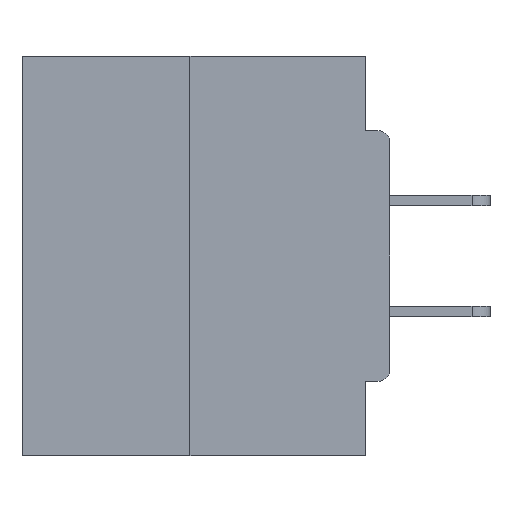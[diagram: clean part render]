
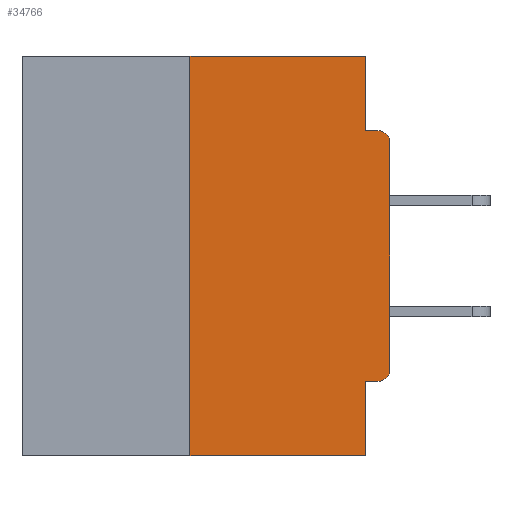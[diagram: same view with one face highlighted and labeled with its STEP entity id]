
A CAD part, left-side view. The second image highlights one B-rep face of the part: STEP entity #34766.
In plain terms, the highlighted planar face has unit normal (-1, 0, 0).
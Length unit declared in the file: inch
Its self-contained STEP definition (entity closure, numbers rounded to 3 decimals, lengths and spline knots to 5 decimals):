
#56 = VECTOR ( 'NONE', #452, 39.37008 ) ;
#452 = DIRECTION ( 'NONE',  ( 0., 0., 1. ) ) ;
#981 = VERTEX_POINT ( 'NONE', #40114 ) ;
#1105 = DIRECTION ( 'NONE',  ( 0., 0., -1. ) ) ;
#1763 = LINE ( 'NONE', #37929, #30539 ) ;
#2779 = AXIS2_PLACEMENT_3D ( 'NONE', #18829, #15679, #5608 ) ;
#2974 = LINE ( 'NONE', #21484, #31820 ) ;
#3662 = PLANE ( 'NONE',  #18696 ) ;
#3705 = CARTESIAN_POINT ( 'NONE',  ( 0., 0.031, -0.4065 ) ) ;
#3943 = DIRECTION ( 'NONE',  ( 1., 0., 0. ) ) ;
#5093 = CARTESIAN_POINT ( 'NONE',  ( 0., 0.46, 0. ) ) ;
#5608 = DIRECTION ( 'NONE',  ( 0., 0., -1. ) ) ;
#5715 = EDGE_CURVE ( 'NONE', #25633, #27335, #27379, .T. ) ;
#6263 = ORIENTED_EDGE ( 'NONE', *, *, #18622, .F. ) ;
#8098 = VERTEX_POINT ( 'NONE', #35558 ) ;
#8342 = DIRECTION ( 'NONE',  ( 0., -1., 0. ) ) ;
#8519 = CARTESIAN_POINT ( 'NONE',  ( 0., 0.031, 0. ) ) ;
#8633 = DIRECTION ( 'NONE',  ( 0., 0., -1. ) ) ;
#9500 = VERTEX_POINT ( 'NONE', #8519 ) ;
#10490 = ORIENTED_EDGE ( 'NONE', *, *, #40932, .T. ) ;
#11070 = VERTEX_POINT ( 'NONE', #23293 ) ;
#12712 = CARTESIAN_POINT ( 'NONE',  ( 0., 0.25, -0.5 ) ) ;
#12814 = CARTESIAN_POINT ( 'NONE',  ( 0., 0., -0.4065 ) ) ;
#13422 = FACE_OUTER_BOUND ( 'NONE', #29431, .T. ) ;
#14239 = DIRECTION ( 'NONE',  ( 0., 0., -1. ) ) ;
#15314 = DIRECTION ( 'NONE',  ( 0., -1., 0. ) ) ;
#15679 = DIRECTION ( 'NONE',  ( -1., 0., 0. ) ) ;
#16940 = VECTOR ( 'NONE', #41478, 39.37008 ) ;
#18538 = CIRCLE ( 'NONE', #2779, 0.015 ) ;
#18622 = EDGE_CURVE ( 'NONE', #9500, #24889, #21832, .T. ) ;
#18627 = VECTOR ( 'NONE', #20897, 39.37008 ) ;
#18696 = AXIS2_PLACEMENT_3D ( 'NONE', #39197, #3943, #26962 ) ;
#18829 = CARTESIAN_POINT ( 'NONE',  ( 0., 0.015, -0.1085 ) ) ;
#18909 = AXIS2_PLACEMENT_3D ( 'NONE', #24143, #27441, #1105 ) ;
#19871 = ORIENTED_EDGE ( 'NONE', *, *, #31561, .T. ) ;
#20173 = CARTESIAN_POINT ( 'NONE',  ( 0., 0., 0. ) ) ;
#20613 = EDGE_CURVE ( 'NONE', #981, #8098, #18538, .T. ) ;
#20779 = CARTESIAN_POINT ( 'NONE',  ( 0., 0.25, 0. ) ) ;
#20803 = VECTOR ( 'NONE', #8633, 39.37008 ) ;
#20897 = DIRECTION ( 'NONE',  ( 0., 0., 1. ) ) ;
#21040 = ORIENTED_EDGE ( 'NONE', *, *, #35746, .F. ) ;
#21484 = CARTESIAN_POINT ( 'NONE',  ( 0., 0.46, -0.5 ) ) ;
#21695 = CARTESIAN_POINT ( 'NONE',  ( 0., 0.031, 0. ) ) ;
#21832 = LINE ( 'NONE', #21695, #20803 ) ;
#22442 = DIRECTION ( 'NONE',  ( 0., 1., 0. ) ) ;
#22447 = VECTOR ( 'NONE', #14239, 39.37008 ) ;
#23293 = CARTESIAN_POINT ( 'NONE',  ( 0., 0., -0.3915 ) ) ;
#23603 = VERTEX_POINT ( 'NONE', #38681 ) ;
#24074 = CARTESIAN_POINT ( 'NONE',  ( 0., 0.25, 0. ) ) ;
#24143 = CARTESIAN_POINT ( 'NONE',  ( 0., 0.015, -0.3915 ) ) ;
#24464 = EDGE_CURVE ( 'NONE', #11070, #981, #28978, .T. ) ;
#24889 = VERTEX_POINT ( 'NONE', #30644 ) ;
#25403 = ORIENTED_EDGE ( 'NONE', *, *, #5715, .F. ) ;
#25633 = VERTEX_POINT ( 'NONE', #12712 ) ;
#26165 = ORIENTED_EDGE ( 'NONE', *, *, #33715, .F. ) ;
#26962 = DIRECTION ( 'NONE',  ( 0., 0., -1. ) ) ;
#27220 = ORIENTED_EDGE ( 'NONE', *, *, #30801, .F. ) ;
#27335 = VERTEX_POINT ( 'NONE', #20779 ) ;
#27379 = LINE ( 'NONE', #24074, #18627 ) ;
#27441 = DIRECTION ( 'NONE',  ( -1., 0., 0. ) ) ;
#28621 = EDGE_CURVE ( 'NONE', #33764, #42040, #31728, .T. ) ;
#28978 = LINE ( 'NONE', #20173, #56 ) ;
#29431 = EDGE_LOOP ( 'NONE', ( #26165, #25403, #10490, #21040, #36443, #19871, #30656, #36165, #27220, #6263 ) ) ;
#30539 = VECTOR ( 'NONE', #8342, 39.37008 ) ;
#30634 = CARTESIAN_POINT ( 'NONE',  ( 0., 0.031, -0.5 ) ) ;
#30644 = CARTESIAN_POINT ( 'NONE',  ( 0., 0.031, -0.0935 ) ) ;
#30656 = ORIENTED_EDGE ( 'NONE', *, *, #24464, .T. ) ;
#30801 = EDGE_CURVE ( 'NONE', #24889, #8098, #1763, .T. ) ;
#31561 = EDGE_CURVE ( 'NONE', #33764, #11070, #41805, .T. ) ;
#31728 = LINE ( 'NONE', #12814, #38390 ) ;
#31820 = VECTOR ( 'NONE', #15314, 39.37008 ) ;
#32368 = LINE ( 'NONE', #5093, #16940 ) ;
#33715 = EDGE_CURVE ( 'NONE', #27335, #9500, #32368, .T. ) ;
#33764 = VERTEX_POINT ( 'NONE', #35572 ) ;
#34766 = ADVANCED_FACE ( 'NONE', ( #13422 ), #3662, .F. ) ;
#35558 = CARTESIAN_POINT ( 'NONE',  ( 0., 0.015, -0.0935 ) ) ;
#35572 = CARTESIAN_POINT ( 'NONE',  ( 0., 0.015, -0.4065 ) ) ;
#35746 = EDGE_CURVE ( 'NONE', #42040, #23603, #39944, .T. ) ;
#36165 = ORIENTED_EDGE ( 'NONE', *, *, #20613, .T. ) ;
#36443 = ORIENTED_EDGE ( 'NONE', *, *, #28621, .F. ) ;
#37929 = CARTESIAN_POINT ( 'NONE',  ( 0., 0., -0.0935 ) ) ;
#38390 = VECTOR ( 'NONE', #22442, 39.37008 ) ;
#38681 = CARTESIAN_POINT ( 'NONE',  ( 0., 0.031, -0.5 ) ) ;
#39197 = CARTESIAN_POINT ( 'NONE',  ( 0., 0.46, 0. ) ) ;
#39944 = LINE ( 'NONE', #30634, #22447 ) ;
#40114 = CARTESIAN_POINT ( 'NONE',  ( 0., 0., -0.1085 ) ) ;
#40932 = EDGE_CURVE ( 'NONE', #25633, #23603, #2974, .T. ) ;
#41478 = DIRECTION ( 'NONE',  ( 0., -1., 0. ) ) ;
#41805 = CIRCLE ( 'NONE', #18909, 0.015 ) ;
#42040 = VERTEX_POINT ( 'NONE', #3705 ) ;
